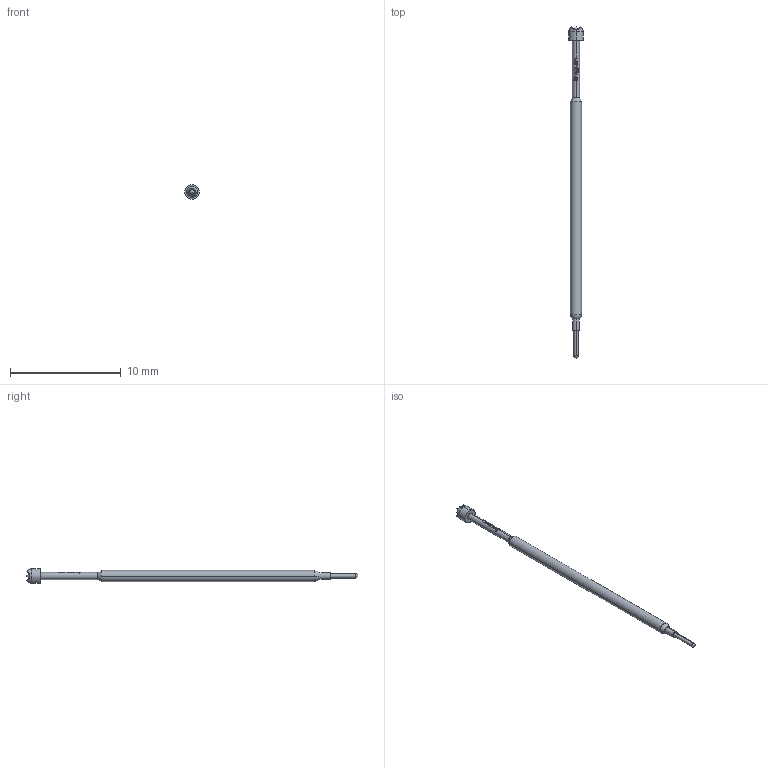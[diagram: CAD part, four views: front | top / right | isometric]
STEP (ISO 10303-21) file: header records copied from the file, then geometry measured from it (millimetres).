
FILE_DESCRIPTION (( 'STEP AP203' ), '1' );
FILE_NAME ('INGUN_SKS-075_306_130_A_xx00_A.STEP', '2022-02-17T07:14:23', ( 'ochi' ), ( '' ), 'SwSTEP 2.0', 'SolidWorks 2018', '' );
FILE_SCHEMA (( 'CONFIG_CONTROL_DESIGN' ));
Length unit declared in the file: millimetre
Products named in the file (1): INGUN_SKS-075_306_130_A_xx00_A
Bounding box: 1.3 x 30 x 1.3 mm (x, y, z)
Volume: 19.2 mm3; surface area: 86 mm2
Topology: 1 solids, 1 shells, 132 faces, 350 edges, 221 vertices
Faces by surface type: plane 83, bspline 22, cylinder 20, cone 4, sphere 3
Entity records: 4230 total; most frequent: CARTESIAN_POINT 1207, ORIENTED_EDGE 686, DIRECTION 525, EDGE_CURVE 343, VERTEX_POINT 217, AXIS2_PLACEMENT_3D 195, EDGE_LOOP 136, LINE 135
